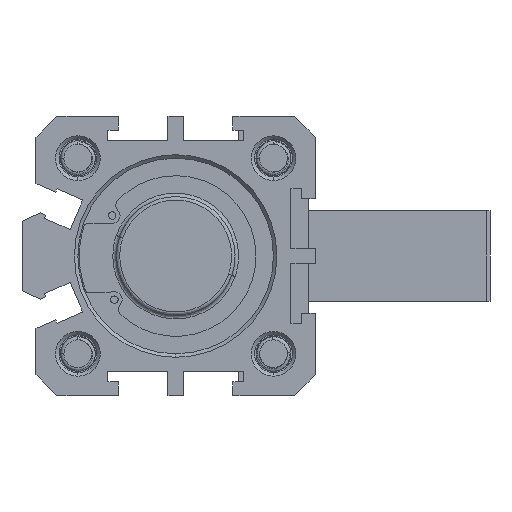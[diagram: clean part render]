
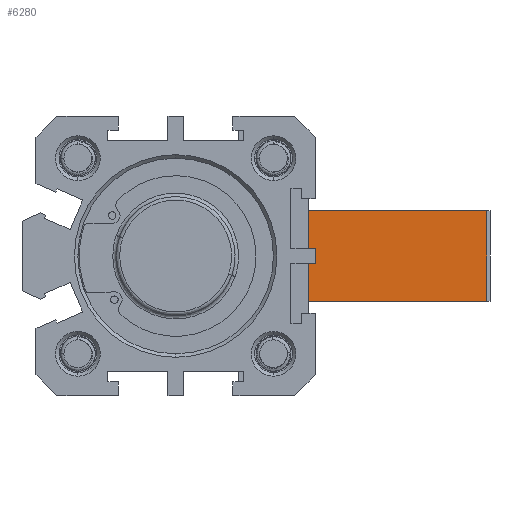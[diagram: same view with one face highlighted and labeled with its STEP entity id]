
A CAD part, front view. The second image highlights one B-rep face of the part: STEP entity #6280.
In plain terms, the highlighted planar face has unit normal (0, -1, 0).
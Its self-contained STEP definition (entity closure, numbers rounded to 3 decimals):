
#687 = LINE ( 'NONE', #32337, #19763 ) ;
#1205 = CARTESIAN_POINT ( 'NONE',  ( -3057.19, 5231.602, 13. ) ) ;
#1756 = CARTESIAN_POINT ( 'NONE',  ( -3069.69, 5231.602, 3.5 ) ) ;
#3043 = CARTESIAN_POINT ( 'NONE',  ( -3069.69, 5231.602, 13. ) ) ;
#4277 = ORIENTED_EDGE ( 'NONE', *, *, #9700, .F. ) ;
#4537 = EDGE_CURVE ( 'NONE', #39036, #28765, #31592, .T. ) ;
#5866 = ORIENTED_EDGE ( 'NONE', *, *, #28174, .F. ) ;
#5990 = LINE ( 'NONE', #46531, #7130 ) ;
#6204 = VECTOR ( 'NONE', #26879, 1000. ) ;
#6280 = ADVANCED_FACE ( 'NONE', ( #41529 ), #10094, .F. ) ;
#6579 = VERTEX_POINT ( 'NONE', #36967 ) ;
#6666 = DIRECTION ( 'NONE',  ( 0., 0., 1. ) ) ;
#7130 = VECTOR ( 'NONE', #35722, 1000. ) ;
#8106 = ORIENTED_EDGE ( 'NONE', *, *, #4537, .F. ) ;
#9189 = DIRECTION ( 'NONE',  ( 1., 0., 0. ) ) ;
#9700 = EDGE_CURVE ( 'NONE', #20217, #46208, #44052, .T. ) ;
#10094 = PLANE ( 'NONE',  #20296 ) ;
#10314 = LINE ( 'NONE', #29728, #37890 ) ;
#10800 = DIRECTION ( 'NONE',  ( 0., 0., 1. ) ) ;
#11352 = VECTOR ( 'NONE', #45135, 1000. ) ;
#11728 = LINE ( 'NONE', #12796, #29763 ) ;
#12796 = CARTESIAN_POINT ( 'NONE',  ( -3069.69, 5231.602, 13. ) ) ;
#12888 = CARTESIAN_POINT ( 'NONE',  ( -3021.69, 5231.602, 13. ) ) ;
#13062 = CARTESIAN_POINT ( 'NONE',  ( -3057.19, 5231.602, 3.5 ) ) ;
#13560 = CARTESIAN_POINT ( 'NONE',  ( -3070.69, 5231.602, 13. ) ) ;
#14826 = CARTESIAN_POINT ( 'NONE',  ( -3021.69, 5231.602, 13. ) ) ;
#15717 = LINE ( 'NONE', #1756, #6204 ) ;
#17093 = EDGE_CURVE ( 'NONE', #6579, #35303, #687, .T. ) ;
#18016 = EDGE_CURVE ( 'NONE', #42790, #20217, #15717, .T. ) ;
#19751 = LINE ( 'NONE', #41353, #36639 ) ;
#19763 = VECTOR ( 'NONE', #10800, 1000. ) ;
#20217 = VERTEX_POINT ( 'NONE', #13062 ) ;
#20296 = AXIS2_PLACEMENT_3D ( 'NONE', #3043, #28183, #6666 ) ;
#21796 = CARTESIAN_POINT ( 'NONE',  ( -3021.69, 5231.602, 0. ) ) ;
#26344 = DIRECTION ( 'NONE',  ( 0., 0., 1. ) ) ;
#26879 = DIRECTION ( 'NONE',  ( 1., 0., 0. ) ) ;
#27239 = CARTESIAN_POINT ( 'NONE',  ( -3070.69, 5231.602, 3.5 ) ) ;
#28174 = EDGE_CURVE ( 'NONE', #41708, #42790, #10314, .T. ) ;
#28183 = DIRECTION ( 'NONE',  ( 0., 1., 0. ) ) ;
#28472 = CARTESIAN_POINT ( 'NONE',  ( -3070.69, 5231.602, 0. ) ) ;
#28765 = VERTEX_POINT ( 'NONE', #21796 ) ;
#29728 = CARTESIAN_POINT ( 'NONE',  ( -3070.69, 5231.602, 13. ) ) ;
#29763 = VECTOR ( 'NONE', #9189, 1000. ) ;
#29884 = EDGE_CURVE ( 'NONE', #41708, #28765, #19751, .T. ) ;
#30535 = ORIENTED_EDGE ( 'NONE', *, *, #29884, .T. ) ;
#31376 = EDGE_CURVE ( 'NONE', #35303, #39036, #11728, .T. ) ;
#31592 = LINE ( 'NONE', #12888, #11352 ) ;
#32337 = CARTESIAN_POINT ( 'NONE',  ( -3070.69, 5231.602, 13. ) ) ;
#33324 = DIRECTION ( 'NONE',  ( 0., 0., 1. ) ) ;
#34803 = ORIENTED_EDGE ( 'NONE', *, *, #18016, .F. ) ;
#35087 = ORIENTED_EDGE ( 'NONE', *, *, #17093, .F. ) ;
#35132 = ORIENTED_EDGE ( 'NONE', *, *, #31376, .F. ) ;
#35303 = VERTEX_POINT ( 'NONE', #13560 ) ;
#35722 = DIRECTION ( 'NONE',  ( -1., 0., 0. ) ) ;
#36220 = EDGE_CURVE ( 'NONE', #46208, #6579, #5990, .T. ) ;
#36639 = VECTOR ( 'NONE', #44841, 1000. ) ;
#36967 = CARTESIAN_POINT ( 'NONE',  ( -3070.69, 5231.602, 9.5 ) ) ;
#37890 = VECTOR ( 'NONE', #33324, 1000. ) ;
#38990 = CARTESIAN_POINT ( 'NONE',  ( -3057.19, 5231.602, 9.5 ) ) ;
#39036 = VERTEX_POINT ( 'NONE', #14826 ) ;
#41353 = CARTESIAN_POINT ( 'NONE',  ( -3021.19, 5231.602, 0. ) ) ;
#41529 = FACE_OUTER_BOUND ( 'NONE', #45696, .T. ) ;
#41708 = VERTEX_POINT ( 'NONE', #28472 ) ;
#42790 = VERTEX_POINT ( 'NONE', #27239 ) ;
#42886 = VECTOR ( 'NONE', #26344, 1000. ) ;
#44052 = LINE ( 'NONE', #1205, #42886 ) ;
#44841 = DIRECTION ( 'NONE',  ( 1., 0., 0. ) ) ;
#45135 = DIRECTION ( 'NONE',  ( 0., 0., -1. ) ) ;
#45696 = EDGE_LOOP ( 'NONE', ( #5866, #30535, #8106, #35132, #35087, #45997, #4277, #34803 ) ) ;
#45997 = ORIENTED_EDGE ( 'NONE', *, *, #36220, .F. ) ;
#46208 = VERTEX_POINT ( 'NONE', #38990 ) ;
#46531 = CARTESIAN_POINT ( 'NONE',  ( -3069.69, 5231.602, 9.5 ) ) ;
